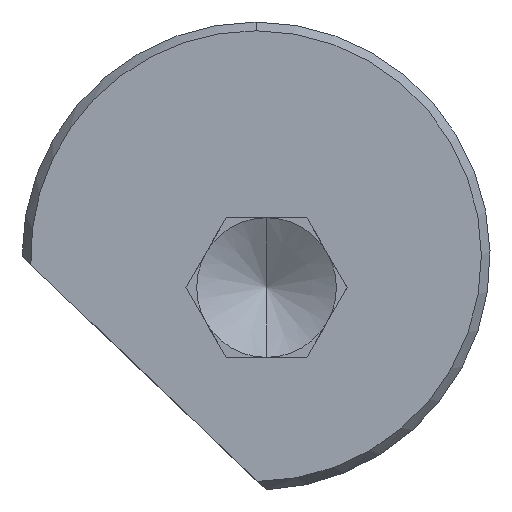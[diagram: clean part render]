
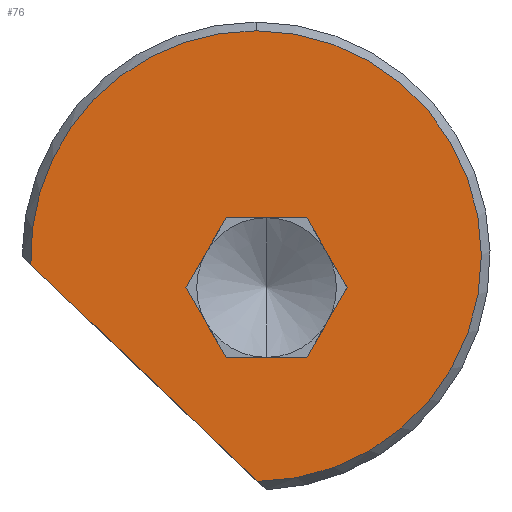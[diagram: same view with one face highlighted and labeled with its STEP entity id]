
A CAD part, left-side view. The second image highlights one B-rep face of the part: STEP entity #76.
In plain terms, the highlighted planar face has unit normal (-1, 0, 0).
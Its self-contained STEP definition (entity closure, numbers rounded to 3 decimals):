
#76=ADVANCED_FACE('PLANAR_6',(#160,#161),#162,.F.);
#160=FACE_OUTER_BOUND('',#251,.T.);
#161=FACE_BOUND('',#252,.T.);
#162=PLANE('',#253);
#251=EDGE_LOOP('',(#391,#392,#393));
#252=EDGE_LOOP('',(#394,#395,#396,#397,#398,#399));
#253=AXIS2_PLACEMENT_3D('',#400,#401,#402);
#391=ORIENTED_EDGE('',*,*,#577,.T.);
#392=ORIENTED_EDGE('',*,*,#533,.T.);
#393=ORIENTED_EDGE('',*,*,#578,.F.);
#394=ORIENTED_EDGE('',*,*,#579,.T.);
#395=ORIENTED_EDGE('',*,*,#580,.T.);
#396=ORIENTED_EDGE('',*,*,#581,.T.);
#397=ORIENTED_EDGE('',*,*,#582,.T.);
#398=ORIENTED_EDGE('',*,*,#583,.T.);
#399=ORIENTED_EDGE('',*,*,#584,.T.);
#400=CARTESIAN_POINT('',(-2.0,0.15,0.45));
#401=DIRECTION('',(1.0,-0.0,0.0));
#402=DIRECTION('',(0.0,1.0,-0.0));
#533=EDGE_CURVE('NONE',#625,#626,#627,.T.);
#577=EDGE_CURVE('NONE',#692,#625,#693,.T.);
#578=EDGE_CURVE('NONE',#692,#626,#694,.T.);
#579=EDGE_CURVE('NONE',#695,#696,#697,.T.);
#580=EDGE_CURVE('NONE',#696,#698,#699,.T.);
#581=EDGE_CURVE('NONE',#698,#700,#701,.T.);
#582=EDGE_CURVE('NONE',#700,#702,#703,.T.);
#583=EDGE_CURVE('NONE',#702,#704,#705,.T.);
#584=EDGE_CURVE('NONE',#704,#695,#706,.T.);
#625=VERTEX_POINT('NONE',#750);
#626=VERTEX_POINT('NONE',#751);
#627=CIRCLE('',#752,3.226);
#692=VERTEX_POINT('NONE',#849);
#693=CIRCLE('',#850,3.226);
#694=LINE('',#851,#852);
#695=VERTEX_POINT('NONE',#853);
#696=VERTEX_POINT('NONE',#854);
#697=LINE('',#855,#856);
#698=VERTEX_POINT('NONE',#857);
#699=LINE('',#858,#859);
#700=VERTEX_POINT('NONE',#860);
#701=LINE('',#861,#862);
#702=VERTEX_POINT('NONE',#863);
#703=LINE('',#864,#865);
#704=VERTEX_POINT('NONE',#866);
#705=LINE('',#867,#868);
#706=LINE('',#869,#870);
#750=CARTESIAN_POINT('',(-2.0,0.15,3.676));
#751=CARTESIAN_POINT('',(-2.0,3.373,0.329));
#752=AXIS2_PLACEMENT_3D('',#930,#931,#932);
#849=CARTESIAN_POINT('',(-2.0,0.13,-2.776));
#850=AXIS2_PLACEMENT_3D('',#982,#983,#984);
#851=CARTESIAN_POINT('',(-2.0,-1.75,-4.575));
#852=VECTOR('',#985,1000.0);
#853=CARTESIAN_POINT('',(-2.0,0.577,1.0));
#854=CARTESIAN_POINT('',(-2.0,-0.577,1.0));
#855=CARTESIAN_POINT('',(-2.0,0.577,1.0));
#856=VECTOR('',#986,1000.0);
#857=CARTESIAN_POINT('',(-2.0,-1.155,0.0));
#858=CARTESIAN_POINT('',(-2.0,-0.577,1.0));
#859=VECTOR('',#987,1000.0);
#860=CARTESIAN_POINT('',(-2.0,-0.577,-1.0));
#861=CARTESIAN_POINT('',(-2.0,-1.155,0.0));
#862=VECTOR('',#988,1000.0);
#863=CARTESIAN_POINT('',(-2.0,0.577,-1.0));
#864=CARTESIAN_POINT('',(-2.0,-0.577,-1.0));
#865=VECTOR('',#989,1000.0);
#866=CARTESIAN_POINT('',(-2.0,1.155,0.0));
#867=CARTESIAN_POINT('',(-2.0,0.577,-1.0));
#868=VECTOR('',#990,1000.0);
#869=CARTESIAN_POINT('',(-2.0,1.155,0.0));
#870=VECTOR('',#991,1000.0);
#930=CARTESIAN_POINT('',(-2.0,0.15,0.45));
#931=DIRECTION('',(-1.0,0.0,0.0));
#932=DIRECTION('',(0.0,0.0,1.0));
#982=CARTESIAN_POINT('',(-2.0,0.15,0.45));
#983=DIRECTION('',(-1.0,0.0,0.0));
#984=DIRECTION('',(0.0,0.0,1.0));
#985=DIRECTION('',(0.0,0.722,0.691));
#986=DIRECTION('',(0.0,-1.0,0.0));
#987=DIRECTION('',(0.0,-0.5,-0.866));
#988=DIRECTION('',(0.0,0.5,-0.866));
#989=DIRECTION('',(0.0,1.0,0.0));
#990=DIRECTION('',(0.0,0.5,0.866));
#991=DIRECTION('',(0.0,-0.5,0.866));
